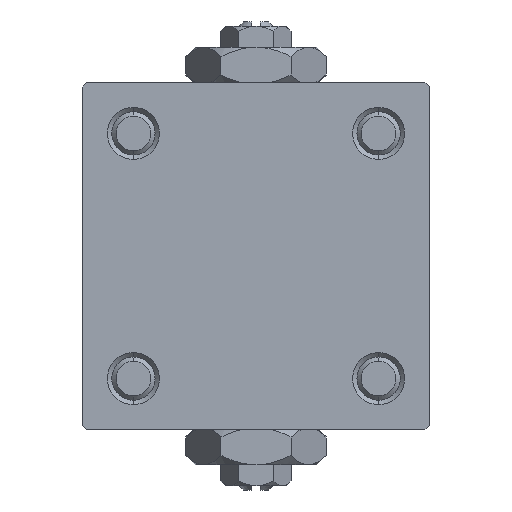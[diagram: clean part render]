
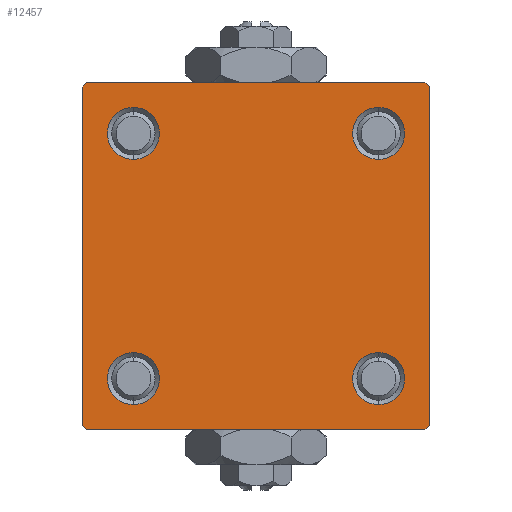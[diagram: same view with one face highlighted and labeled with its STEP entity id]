
A CAD part, left-side view. The second image highlights one B-rep face of the part: STEP entity #12457.
In plain terms, the highlighted planar face has unit normal (-1, 0, 0).
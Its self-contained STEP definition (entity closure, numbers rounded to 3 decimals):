
#411 = VERTEX_POINT ( 'NONE', #27811 ) ;
#1201 = CARTESIAN_POINT ( 'NONE',  ( 0., 14.15, -17.15 ) ) ;
#2069 = EDGE_LOOP ( 'NONE', ( #51906, #6451 ) ) ;
#2167 = DIRECTION ( 'NONE',  ( 0., 0.707, -0.707 ) ) ;
#2190 = VERTEX_POINT ( 'NONE', #6063 ) ;
#2886 = CARTESIAN_POINT ( 'NONE',  ( 0., -14.15, 14.15 ) ) ;
#3733 = DIRECTION ( 'NONE',  ( 0., 0., -1. ) ) ;
#3754 = CARTESIAN_POINT ( 'NONE',  ( 0., -20., -19.5 ) ) ;
#4219 = DIRECTION ( 'NONE',  ( 0., -0.707, 0.707 ) ) ;
#4610 = CARTESIAN_POINT ( 'NONE',  ( 0., 19.5, -20. ) ) ;
#4945 = EDGE_CURVE ( 'NONE', #27056, #20584, #36144, .T. ) ;
#5663 = ORIENTED_EDGE ( 'NONE', *, *, #46052, .T. ) ;
#6063 = CARTESIAN_POINT ( 'NONE',  ( 0., 20., 19.5 ) ) ;
#6427 = FACE_BOUND ( 'NONE', #2069, .T. ) ;
#6451 = ORIENTED_EDGE ( 'NONE', *, *, #47073, .T. ) ;
#7158 = VECTOR ( 'NONE', #45178, 1000. ) ;
#7986 = DIRECTION ( 'NONE',  ( 1., 0., 0. ) ) ;
#8052 = DIRECTION ( 'NONE',  ( 0., 0., 1. ) ) ;
#8162 = EDGE_CURVE ( 'NONE', #44108, #2190, #42096, .T. ) ;
#8281 = ORIENTED_EDGE ( 'NONE', *, *, #48939, .T. ) ;
#8306 = DIRECTION ( 'NONE',  ( 0., -1., 0. ) ) ;
#8333 = DIRECTION ( 'NONE',  ( 0., 0., 1. ) ) ;
#9218 = EDGE_LOOP ( 'NONE', ( #51120, #18283 ) ) ;
#10888 = DIRECTION ( 'NONE',  ( -1., 0., 0. ) ) ;
#11545 = AXIS2_PLACEMENT_3D ( 'NONE', #44903, #17052, #20473 ) ;
#11931 = DIRECTION ( 'NONE',  ( 0., 0., 1. ) ) ;
#12082 = CARTESIAN_POINT ( 'NONE',  ( 0., -19.75, -19.75 ) ) ;
#12288 = VECTOR ( 'NONE', #2167, 1000. ) ;
#12457 = ADVANCED_FACE ( 'NONE', ( #50830, #34533, #6427, #22466, #21944 ), #14842, .T. ) ;
#12599 = LINE ( 'NONE', #15770, #31775 ) ;
#12912 = AXIS2_PLACEMENT_3D ( 'NONE', #22838, #37816, #38072 ) ;
#13133 = AXIS2_PLACEMENT_3D ( 'NONE', #2886, #51744, #50700 ) ;
#13191 = CARTESIAN_POINT ( 'NONE',  ( 0., -19.5, -20. ) ) ;
#13969 = CARTESIAN_POINT ( 'NONE',  ( 0., -19.75, 19.75 ) ) ;
#14191 = CIRCLE ( 'NONE', #47779, 3. ) ;
#14842 = PLANE ( 'NONE',  #35949 ) ;
#14932 = CARTESIAN_POINT ( 'NONE',  ( 0., -14.15, -11.15 ) ) ;
#15263 = LINE ( 'NONE', #43375, #18976 ) ;
#15627 = CARTESIAN_POINT ( 'NONE',  ( 0., -14.15, -14.15 ) ) ;
#15770 = CARTESIAN_POINT ( 'NONE',  ( 0., 19.75, -19.75 ) ) ;
#16811 = DIRECTION ( 'NONE',  ( 0., -0.707, -0.707 ) ) ;
#17052 = DIRECTION ( 'NONE',  ( 1., 0., 0. ) ) ;
#18159 = CARTESIAN_POINT ( 'NONE',  ( 0., 14.15, -11.15 ) ) ;
#18283 = ORIENTED_EDGE ( 'NONE', *, *, #44514, .T. ) ;
#18507 = EDGE_CURVE ( 'NONE', #45226, #42964, #22743, .T. ) ;
#18976 = VECTOR ( 'NONE', #22363, 1000. ) ;
#19503 = CARTESIAN_POINT ( 'NONE',  ( 0., 20., 20. ) ) ;
#19512 = VERTEX_POINT ( 'NONE', #36003 ) ;
#19869 = AXIS2_PLACEMENT_3D ( 'NONE', #31719, #23331, #8333 ) ;
#20473 = DIRECTION ( 'NONE',  ( 0., 0., 1. ) ) ;
#20584 = VERTEX_POINT ( 'NONE', #13191 ) ;
#21091 = VERTEX_POINT ( 'NONE', #1201 ) ;
#21497 = EDGE_LOOP ( 'NONE', ( #8281, #38837 ) ) ;
#21935 = EDGE_CURVE ( 'NONE', #25840, #49628, #46777, .T. ) ;
#21944 = FACE_OUTER_BOUND ( 'NONE', #24429, .T. ) ;
#22140 = VERTEX_POINT ( 'NONE', #48547 ) ;
#22363 = DIRECTION ( 'NONE',  ( 0., 0., -1. ) ) ;
#22466 = FACE_BOUND ( 'NONE', #9218, .T. ) ;
#22743 = CIRCLE ( 'NONE', #26955, 3. ) ;
#22838 = CARTESIAN_POINT ( 'NONE',  ( 0., 14.15, 14.15 ) ) ;
#23331 = DIRECTION ( 'NONE',  ( 1., 0., 0. ) ) ;
#23553 = VERTEX_POINT ( 'NONE', #3754 ) ;
#24429 = EDGE_LOOP ( 'NONE', ( #31150, #5663, #36496, #49514, #31195, #28833, #34095, #32985 ) ) ;
#25146 = AXIS2_PLACEMENT_3D ( 'NONE', #15627, #7986, #11931 ) ;
#25752 = CIRCLE ( 'NONE', #19869, 3. ) ;
#25840 = VERTEX_POINT ( 'NONE', #29539 ) ;
#26955 = AXIS2_PLACEMENT_3D ( 'NONE', #44320, #51679, #8052 ) ;
#27056 = VERTEX_POINT ( 'NONE', #4610 ) ;
#27811 = CARTESIAN_POINT ( 'NONE',  ( 0., -19.5, 20. ) ) ;
#27952 = DIRECTION ( 'NONE',  ( 0., 0., 1. ) ) ;
#28486 = CARTESIAN_POINT ( 'NONE',  ( 0., 14.15, 14.15 ) ) ;
#28740 = CARTESIAN_POINT ( 'NONE',  ( 0., 14.15, 17.15 ) ) ;
#28833 = ORIENTED_EDGE ( 'NONE', *, *, #35762, .T. ) ;
#28889 = CARTESIAN_POINT ( 'NONE',  ( 0., 20., 20. ) ) ;
#29539 = CARTESIAN_POINT ( 'NONE',  ( 0., -14.15, 17.15 ) ) ;
#30063 = CARTESIAN_POINT ( 'NONE',  ( 0., -20., 19.5 ) ) ;
#30361 = EDGE_LOOP ( 'NONE', ( #48580, #42490 ) ) ;
#30865 = CARTESIAN_POINT ( 'NONE',  ( 0., 0., 0. ) ) ;
#31066 = CARTESIAN_POINT ( 'NONE',  ( 0., -14.15, 11.15 ) ) ;
#31150 = ORIENTED_EDGE ( 'NONE', *, *, #49203, .T. ) ;
#31195 = ORIENTED_EDGE ( 'NONE', *, *, #51782, .F. ) ;
#31529 = VECTOR ( 'NONE', #4219, 1000. ) ;
#31708 = AXIS2_PLACEMENT_3D ( 'NONE', #28486, #44250, #44764 ) ;
#31719 = CARTESIAN_POINT ( 'NONE',  ( 0., 14.15, -14.15 ) ) ;
#31775 = VECTOR ( 'NONE', #16811, 1000. ) ;
#31952 = CARTESIAN_POINT ( 'NONE',  ( 0., 20., -20. ) ) ;
#32220 = CARTESIAN_POINT ( 'NONE',  ( 0., 19.5, 20. ) ) ;
#32318 = EDGE_CURVE ( 'NONE', #49390, #19512, #47366, .T. ) ;
#32985 = ORIENTED_EDGE ( 'NONE', *, *, #8162, .T. ) ;
#34095 = ORIENTED_EDGE ( 'NONE', *, *, #51128, .F. ) ;
#34533 = FACE_BOUND ( 'NONE', #21497, .T. ) ;
#34972 = CARTESIAN_POINT ( 'NONE',  ( 0., 19.75, 19.75 ) ) ;
#35217 = VECTOR ( 'NONE', #3733, 1000. ) ;
#35509 = LINE ( 'NONE', #19503, #35217 ) ;
#35762 = EDGE_CURVE ( 'NONE', #36377, #411, #49459, .T. ) ;
#35949 = AXIS2_PLACEMENT_3D ( 'NONE', #30865, #10888, #37959 ) ;
#36003 = CARTESIAN_POINT ( 'NONE',  ( 0., 14.15, 11.15 ) ) ;
#36144 = LINE ( 'NONE', #31952, #43352 ) ;
#36377 = VERTEX_POINT ( 'NONE', #30063 ) ;
#36483 = CARTESIAN_POINT ( 'NONE',  ( 0., -14.15, -17.15 ) ) ;
#36496 = ORIENTED_EDGE ( 'NONE', *, *, #4945, .T. ) ;
#37338 = VECTOR ( 'NONE', #38127, 1000. ) ;
#37617 = EDGE_CURVE ( 'NONE', #49628, #25840, #40826, .T. ) ;
#37816 = DIRECTION ( 'NONE',  ( 1., 0., 0. ) ) ;
#37959 = DIRECTION ( 'NONE',  ( 0., 0., 1. ) ) ;
#38072 = DIRECTION ( 'NONE',  ( 0., 0., 1. ) ) ;
#38127 = DIRECTION ( 'NONE',  ( 0., 0.707, 0.707 ) ) ;
#38837 = ORIENTED_EDGE ( 'NONE', *, *, #18507, .T. ) ;
#39909 = VERTEX_POINT ( 'NONE', #18159 ) ;
#40235 = CIRCLE ( 'NONE', #25146, 3. ) ;
#40826 = CIRCLE ( 'NONE', #13133, 3. ) ;
#41811 = EDGE_CURVE ( 'NONE', #39909, #21091, #25752, .T. ) ;
#42096 = LINE ( 'NONE', #34972, #12288 ) ;
#42490 = ORIENTED_EDGE ( 'NONE', *, *, #37617, .T. ) ;
#42964 = VERTEX_POINT ( 'NONE', #14932 ) ;
#43352 = VECTOR ( 'NONE', #8306, 1000. ) ;
#43375 = CARTESIAN_POINT ( 'NONE',  ( 0., -20., 20. ) ) ;
#43636 = LINE ( 'NONE', #12082, #31529 ) ;
#44108 = VERTEX_POINT ( 'NONE', #32220 ) ;
#44250 = DIRECTION ( 'NONE',  ( 1., 0., 0. ) ) ;
#44320 = CARTESIAN_POINT ( 'NONE',  ( 0., -14.15, -14.15 ) ) ;
#44514 = EDGE_CURVE ( 'NONE', #19512, #49390, #45970, .T. ) ;
#44764 = DIRECTION ( 'NONE',  ( 0., 0., 1. ) ) ;
#44903 = CARTESIAN_POINT ( 'NONE',  ( 0., -14.15, 14.15 ) ) ;
#45178 = DIRECTION ( 'NONE',  ( 0., -1., 0. ) ) ;
#45226 = VERTEX_POINT ( 'NONE', #36483 ) ;
#45970 = CIRCLE ( 'NONE', #31708, 3. ) ;
#46052 = EDGE_CURVE ( 'NONE', #22140, #27056, #12599, .T. ) ;
#46777 = CIRCLE ( 'NONE', #11545, 3. ) ;
#47073 = EDGE_CURVE ( 'NONE', #21091, #39909, #14191, .T. ) ;
#47366 = CIRCLE ( 'NONE', #12912, 3. ) ;
#47675 = CARTESIAN_POINT ( 'NONE',  ( 0., 14.15, -14.15 ) ) ;
#47779 = AXIS2_PLACEMENT_3D ( 'NONE', #47675, #51352, #27952 ) ;
#48547 = CARTESIAN_POINT ( 'NONE',  ( 0., 20., -19.5 ) ) ;
#48580 = ORIENTED_EDGE ( 'NONE', *, *, #21935, .T. ) ;
#48939 = EDGE_CURVE ( 'NONE', #42964, #45226, #40235, .T. ) ;
#49116 = LINE ( 'NONE', #28889, #7158 ) ;
#49203 = EDGE_CURVE ( 'NONE', #2190, #22140, #35509, .T. ) ;
#49390 = VERTEX_POINT ( 'NONE', #28740 ) ;
#49459 = LINE ( 'NONE', #13969, #37338 ) ;
#49514 = ORIENTED_EDGE ( 'NONE', *, *, #51957, .T. ) ;
#49628 = VERTEX_POINT ( 'NONE', #31066 ) ;
#50700 = DIRECTION ( 'NONE',  ( 0., 0., 1. ) ) ;
#50830 = FACE_BOUND ( 'NONE', #30361, .T. ) ;
#51120 = ORIENTED_EDGE ( 'NONE', *, *, #32318, .T. ) ;
#51128 = EDGE_CURVE ( 'NONE', #44108, #411, #49116, .T. ) ;
#51352 = DIRECTION ( 'NONE',  ( 1., 0., 0. ) ) ;
#51679 = DIRECTION ( 'NONE',  ( 1., 0., 0. ) ) ;
#51744 = DIRECTION ( 'NONE',  ( 1., 0., 0. ) ) ;
#51782 = EDGE_CURVE ( 'NONE', #36377, #23553, #15263, .T. ) ;
#51906 = ORIENTED_EDGE ( 'NONE', *, *, #41811, .T. ) ;
#51957 = EDGE_CURVE ( 'NONE', #20584, #23553, #43636, .T. ) ;
